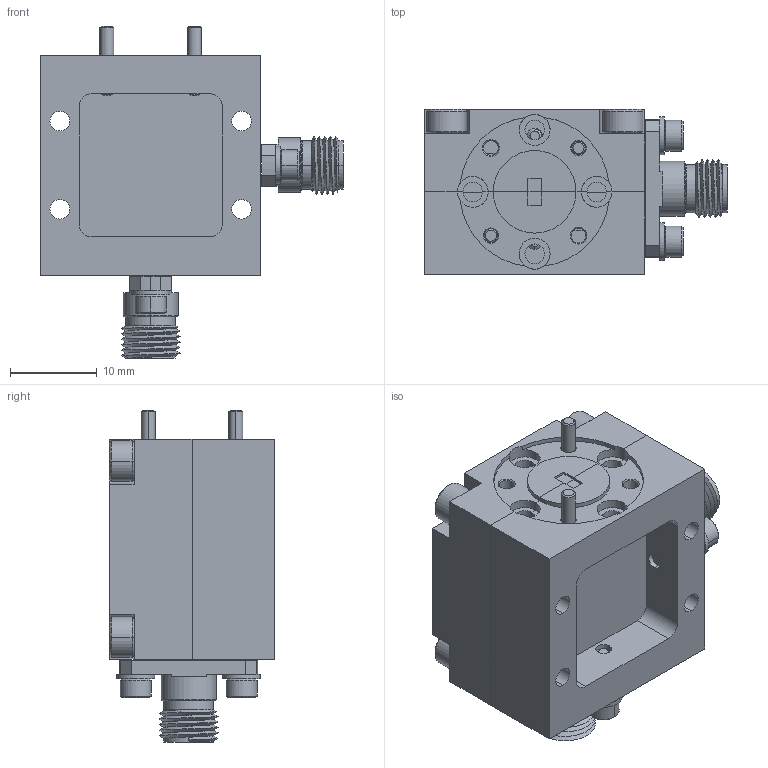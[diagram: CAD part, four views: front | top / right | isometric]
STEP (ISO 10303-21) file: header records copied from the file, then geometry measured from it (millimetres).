
FILE_DESCRIPTION (( 'STEP AP203' ), '1' );
FILE_NAME ('SFS-60390314-12KFSF-N1-M.STEP', '2018-11-27T00:08:23', ( '' ), ( '' ), 'SwSTEP 2.0', 'SolidWorks 2016', '' );
FILE_SCHEMA (( 'CONFIG_CONTROL_DESIGN' ));
Length unit declared in the file: inch
Products named in the file (1): SFS-60390314-12KFSF-N1-M
Bounding box: 34.92 x 19.05 x 38.27 mm (x, y, z)
Surface area: 5830.5 mm2 (no closed solid volume)
Topology: 0 solids, 22 shells, 413 faces, 1068 edges, 680 vertices
Faces by surface type: plane 160, cylinder 122, cone 122, bspline 5, torus 4
Entity records: 15514 total; most frequent: CARTESIAN_POINT 5398, DIRECTION 2181, ORIENTED_EDGE 1932, EDGE_CURVE 1068, AXIS2_PLACEMENT_3D 822, VERTEX_POINT 680, VECTOR 537, LINE 537
